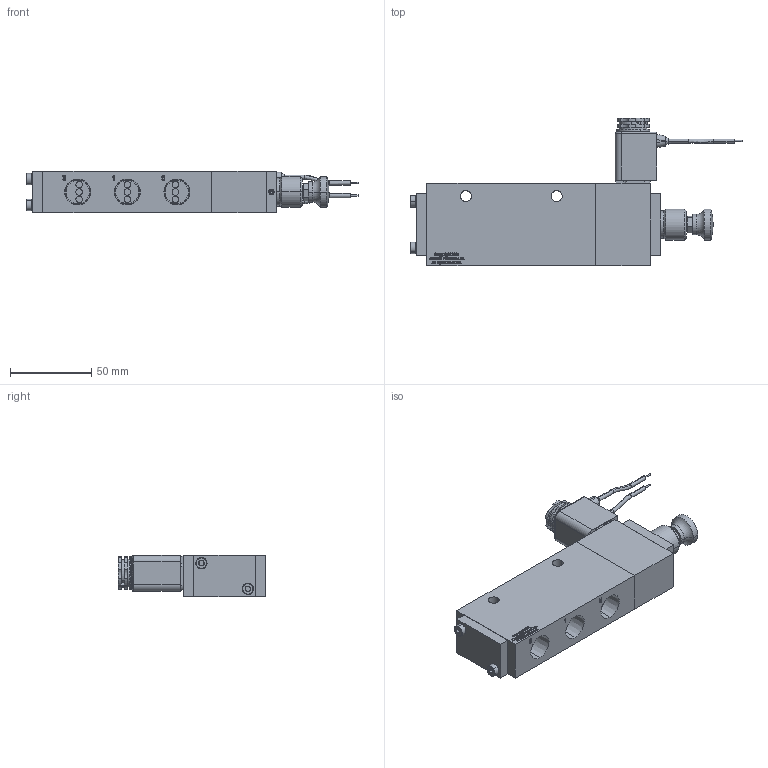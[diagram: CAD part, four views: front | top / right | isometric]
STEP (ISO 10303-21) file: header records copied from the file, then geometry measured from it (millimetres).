
FILE_DESCRIPTION (( 'STEP AP214' ), '1' );
FILE_NAME ('V385050912-DAL-VALVE-.38-NPT-5-2-SR-PPSOL-12DC.STEP', '2021-07-30T12:37:03', ( '' ), ( '' ), 'SwSTEP 2.0', 'SolidWorks 2018', '' );
FILE_SCHEMA (( 'AUTOMOTIVE_DESIGN' ));
Length unit declared in the file: inch
Products named in the file (1): V385050912-DAL-VALVE-.38-NPT-5-2-SR-PPSOL-12DC
Bounding box: 204.17 x 90.9 x 25.43 mm (x, y, z)
Volume: 202756.2 mm3; surface area: 38335.4 mm2
Topology: 1 solids, 5 shells, 2087 faces, 5353 edges, 3478 vertices
Faces by surface type: plane 1071, bspline 615, cylinder 241, cone 100, torus 59, sphere 1
Entity records: 118186 total; most frequent: CARTESIAN_POINT 44651, ORIENTED_EDGE 10694, DIRECTION 7415, EDGE_CURVE 5347, VERTEX_POINT 3478, LINE 3207, VECTOR 3207, EDGE_LOOP 2311
